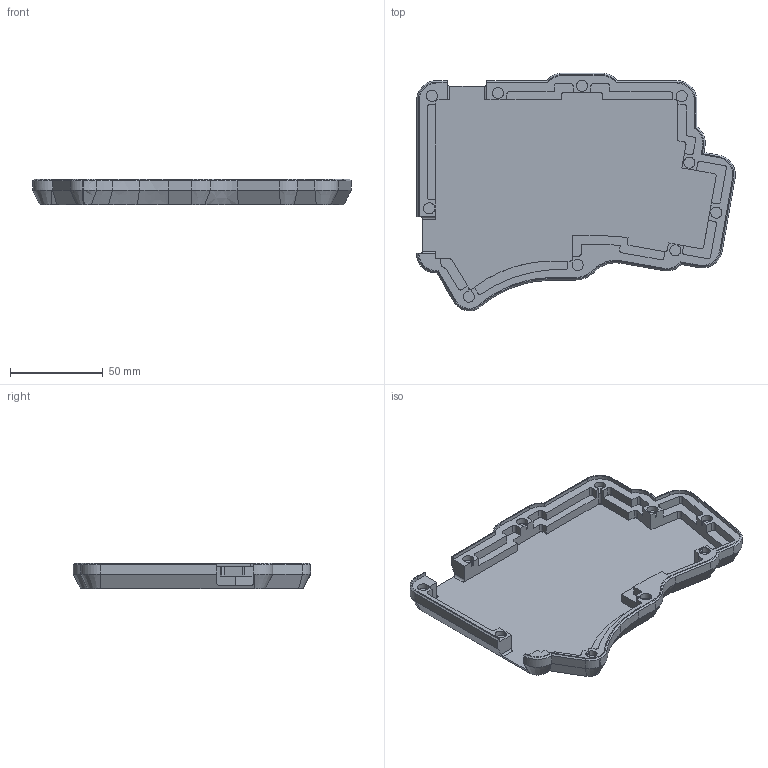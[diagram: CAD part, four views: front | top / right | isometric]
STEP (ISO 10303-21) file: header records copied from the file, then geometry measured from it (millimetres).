
FILE_DESCRIPTION(('FreeCAD Model'),'2;1');
FILE_NAME('Open CASCADE Shape Model','2025-03-14T10:08:48',(''),(''), 'Open CASCADE STEP processor 7.8','FreeCAD','Unknown');
FILE_SCHEMA(('AUTOMOTIVE_DESIGN { 1 0 10303 214 1 1 1 1 }'));
Length unit declared in the file: millimetre
Products named in the file (1): BaseFeature
Bounding box: 171.98 x 128.19 x 14 mm (x, y, z)
Volume: 68796.1 mm3; surface area: 46596.5 mm2
Topology: 1 solids, 1 shells, 295 faces, 825 edges, 532 vertices
Faces by surface type: plane 175, cylinder 66, bspline 30, cone 24
Entity records: 10604 total; most frequent: CARTESIAN_POINT 3143, ORIENTED_EDGE 1650, DIRECTION 1424, EDGE_CURVE 825, LINE 574, VECTOR 574, VERTEX_POINT 532, AXIS2_PLACEMENT_3D 425
